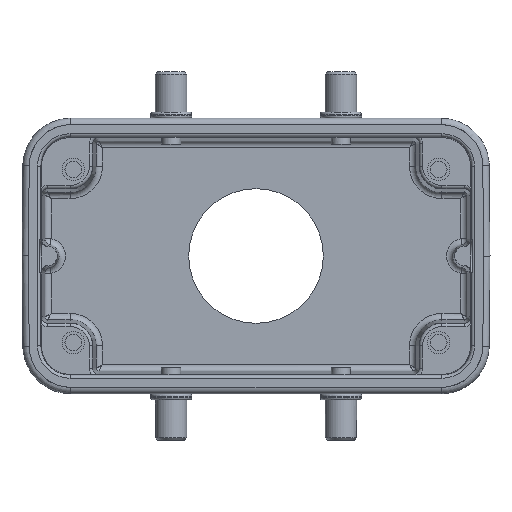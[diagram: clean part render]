
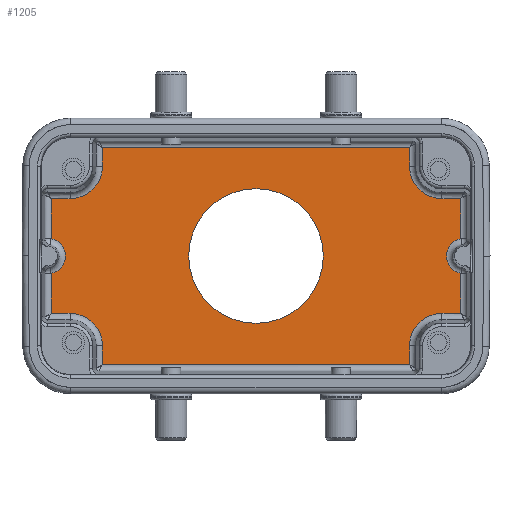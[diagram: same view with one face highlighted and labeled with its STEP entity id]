
A CAD part, front view. The second image highlights one B-rep face of the part: STEP entity #1205.
In plain terms, the highlighted planar face has unit normal (0, -1, 0).
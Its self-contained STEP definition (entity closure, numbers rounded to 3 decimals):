
#221=CIRCLE('',#7810,10.5);
#241=CIRCLE('',#7849,5.053);
#298=CIRCLE('',#7949,2.772);
#303=CIRCLE('',#7965,5.053);
#308=CIRCLE('',#7980,5.053);
#316=CIRCLE('',#7995,2.772);
#321=CIRCLE('',#8007,5.053);
#1205=ADVANCED_FACE('',(#1832,#1833),#1543,.T.);
#1543=PLANE('',#8008);
#1832=FACE_BOUND('',#2325,.T.);
#1833=FACE_BOUND('',#2326,.T.);
#2325=EDGE_LOOP('',(#4111));
#2326=EDGE_LOOP('',(#4112,#4113,#4114,#4115,#4116,#4117,#4118,#4119,#4120,
#4121,#4122,#4123,#4124,#4125,#4126,#4127,#4128,#4129,#4130,#4131));
#4111=ORIENTED_EDGE('',*,*,#5839,.T.);
#4112=ORIENTED_EDGE('',*,*,#6058,.T.);
#4113=ORIENTED_EDGE('',*,*,#6049,.F.);
#4114=ORIENTED_EDGE('',*,*,#6043,.F.);
#4115=ORIENTED_EDGE('',*,*,#6041,.T.);
#4116=ORIENTED_EDGE('',*,*,#6036,.F.);
#4117=ORIENTED_EDGE('',*,*,#6029,.F.);
#4118=ORIENTED_EDGE('',*,*,#6021,.F.);
#4119=ORIENTED_EDGE('',*,*,#6019,.T.);
#4120=ORIENTED_EDGE('',*,*,#6014,.F.);
#4121=ORIENTED_EDGE('',*,*,#6001,.F.);
#4122=ORIENTED_EDGE('',*,*,#5998,.T.);
#4123=ORIENTED_EDGE('',*,*,#6070,.F.);
#4124=ORIENTED_EDGE('',*,*,#6071,.F.);
#4125=ORIENTED_EDGE('',*,*,#6072,.T.);
#4126=ORIENTED_EDGE('',*,*,#6073,.F.);
#4127=ORIENTED_EDGE('',*,*,#5896,.F.);
#4128=ORIENTED_EDGE('',*,*,#5890,.F.);
#4129=ORIENTED_EDGE('',*,*,#5888,.T.);
#4130=ORIENTED_EDGE('',*,*,#5882,.F.);
#4131=ORIENTED_EDGE('',*,*,#6069,.F.);
#4978=VERTEX_POINT('',#12625);
#5013=VERTEX_POINT('',#12769);
#5014=VERTEX_POINT('',#12771);
#5016=VERTEX_POINT('',#12797);
#5017=VERTEX_POINT('',#12801);
#5019=VERTEX_POINT('',#12956);
#5078=VERTEX_POINT('',#13362);
#5079=VERTEX_POINT('',#13366);
#5082=VERTEX_POINT('',#13374);
#5087=VERTEX_POINT('',#13568);
#5089=VERTEX_POINT('',#13593);
#5090=VERTEX_POINT('',#13597);
#5094=VERTEX_POINT('',#13758);
#5097=VERTEX_POINT('',#13916);
#5099=VERTEX_POINT('',#13941);
#5100=VERTEX_POINT('',#13945);
#5102=VERTEX_POINT('',#14100);
#5107=VERTEX_POINT('',#14162);
#5111=VERTEX_POINT('',#14348);
#5112=VERTEX_POINT('',#14350);
#5113=VERTEX_POINT('',#14352);
#5839=EDGE_CURVE('',#4978,#4978,#221,.T.);
#5882=EDGE_CURVE('',#5013,#5014,#6743,.T.);
#5888=EDGE_CURVE('',#5016,#5014,#241,.T.);
#5890=EDGE_CURVE('',#5016,#5017,#6747,.T.);
#5896=EDGE_CURVE('',#5017,#5019,#6750,.T.);
#5998=EDGE_CURVE('',#5079,#5078,#298,.T.);
#6001=EDGE_CURVE('',#5079,#5082,#6789,.T.);
#6014=EDGE_CURVE('',#5082,#5087,#6795,.T.);
#6019=EDGE_CURVE('',#5089,#5087,#303,.T.);
#6021=EDGE_CURVE('',#5089,#5090,#6798,.T.);
#6029=EDGE_CURVE('',#5090,#5094,#6803,.T.);
#6036=EDGE_CURVE('',#5094,#5097,#6807,.T.);
#6041=EDGE_CURVE('',#5099,#5097,#308,.T.);
#6043=EDGE_CURVE('',#5099,#5100,#6810,.T.);
#6049=EDGE_CURVE('',#5100,#5102,#6813,.T.);
#6058=EDGE_CURVE('',#5107,#5102,#316,.T.);
#6069=EDGE_CURVE('',#5107,#5013,#6817,.T.);
#6070=EDGE_CURVE('',#5111,#5078,#6818,.T.);
#6071=EDGE_CURVE('',#5112,#5111,#6819,.T.);
#6072=EDGE_CURVE('',#5112,#5113,#321,.T.);
#6073=EDGE_CURVE('',#5019,#5113,#6820,.T.);
#6743=LINE('',#12770,#7399);
#6747=LINE('',#12800,#7403);
#6750=LINE('',#12955,#7406);
#6789=LINE('',#13373,#7445);
#6795=LINE('',#13567,#7451);
#6798=LINE('',#13596,#7454);
#6803=LINE('',#13757,#7459);
#6807=LINE('',#13915,#7463);
#6810=LINE('',#13944,#7466);
#6813=LINE('',#14099,#7469);
#6817=LINE('',#14345,#7473);
#6818=LINE('',#14347,#7474);
#6819=LINE('',#14349,#7475);
#6820=LINE('',#14353,#7476);
#7399=VECTOR('',#9410,1.);
#7403=VECTOR('',#9428,1.);
#7406=VECTOR('',#9439,1.);
#7445=VECTOR('',#9670,1.);
#7451=VECTOR('',#9694,1.);
#7454=VECTOR('',#9711,1.);
#7459=VECTOR('',#9724,1.);
#7463=VECTOR('',#9736,1.);
#7466=VECTOR('',#9753,1.);
#7469=VECTOR('',#9764,1.);
#7473=VECTOR('',#9806,1.);
#7474=VECTOR('',#9809,1.);
#7475=VECTOR('',#9810,1.);
#7476=VECTOR('',#9813,1.);
#7810=AXIS2_PLACEMENT_3D('',#12624,#9324,#9325);
#7849=AXIS2_PLACEMENT_3D('',#12796,#9422,#9423);
#7949=AXIS2_PLACEMENT_3D('',#13367,#9663,#9664);
#7965=AXIS2_PLACEMENT_3D('',#13592,#9705,#9706);
#7980=AXIS2_PLACEMENT_3D('',#13940,#9747,#9748);
#7995=AXIS2_PLACEMENT_3D('',#14161,#9781,#9782);
#8007=AXIS2_PLACEMENT_3D('',#14351,#9811,#9812);
#8008=AXIS2_PLACEMENT_3D('',#14354,#9814,#9815);
#9324=DIRECTION('',(0.,1.,0.));
#9325=DIRECTION('',(0.,0.,-1.));
#9410=DIRECTION('',(-1.,0.,0.));
#9422=DIRECTION('',(0.,1.,0.));
#9423=DIRECTION('',(0.,0.,-1.));
#9428=DIRECTION('',(0.,0.,-1.));
#9439=DIRECTION('',(-1.,0.,0.));
#9663=DIRECTION('',(0.,1.,0.));
#9664=DIRECTION('',(0.,0.,-1.));
#9670=DIRECTION('',(0.,0.,1.));
#9694=DIRECTION('',(1.,0.,0.));
#9705=DIRECTION('',(0.,1.,0.));
#9706=DIRECTION('',(0.,0.,-1.));
#9711=DIRECTION('',(0.,0.,1.));
#9724=DIRECTION('',(1.,0.,0.));
#9736=DIRECTION('',(0.,0.,-1.));
#9747=DIRECTION('',(0.,1.,0.));
#9748=DIRECTION('',(0.,0.,-1.));
#9753=DIRECTION('',(1.,0.,0.));
#9764=DIRECTION('',(0.,0.,-1.));
#9781=DIRECTION('',(0.,1.,0.));
#9782=DIRECTION('',(0.,0.,-1.));
#9806=DIRECTION('',(0.,0.,-1.));
#9809=DIRECTION('',(0.,0.,1.));
#9810=DIRECTION('',(-1.,0.,0.));
#9811=DIRECTION('',(0.,1.,0.));
#9812=DIRECTION('',(0.,0.,-1.));
#9813=DIRECTION('',(0.,0.,1.));
#9814=DIRECTION('',(0.,-1.,0.));
#9815=DIRECTION('',(0.,0.,-1.));
#12624=CARTESIAN_POINT('',(0.,19.35,0.));
#12625=CARTESIAN_POINT('',(0.,19.35,-10.5));
#12769=CARTESIAN_POINT('',(31.947,19.35,-8.947));
#12770=CARTESIAN_POINT('',(29.,19.35,-8.947));
#12771=CARTESIAN_POINT('',(29.,19.35,-8.947));
#12796=CARTESIAN_POINT('',(29.,19.35,-14.));
#12797=CARTESIAN_POINT('',(23.947,19.35,-14.));
#12800=CARTESIAN_POINT('',(23.947,19.35,-21.5));
#12801=CARTESIAN_POINT('',(23.947,19.35,-16.947));
#12955=CARTESIAN_POINT('',(-29.,19.35,-16.947));
#12956=CARTESIAN_POINT('',(-23.947,19.35,-16.947));
#13362=CARTESIAN_POINT('',(-31.947,19.35,-2.717));
#13366=CARTESIAN_POINT('',(-31.947,19.35,2.717));
#13367=CARTESIAN_POINT('',(-32.5,19.35,0.));
#13373=CARTESIAN_POINT('',(-31.947,19.35,14.));
#13374=CARTESIAN_POINT('',(-31.947,19.35,8.947));
#13567=CARTESIAN_POINT('',(32.5,19.35,8.947));
#13568=CARTESIAN_POINT('',(-29.,19.35,8.947));
#13592=CARTESIAN_POINT('',(-29.,19.35,14.));
#13593=CARTESIAN_POINT('',(-23.947,19.35,14.));
#13596=CARTESIAN_POINT('',(-23.947,19.35,-21.5));
#13597=CARTESIAN_POINT('',(-23.947,19.35,16.947));
#13757=CARTESIAN_POINT('',(29.,19.35,16.947));
#13758=CARTESIAN_POINT('',(23.947,19.35,16.947));
#13915=CARTESIAN_POINT('',(23.947,19.35,14.));
#13916=CARTESIAN_POINT('',(23.947,19.35,14.));
#13940=CARTESIAN_POINT('',(29.,19.35,14.));
#13941=CARTESIAN_POINT('',(29.,19.35,8.947));
#13944=CARTESIAN_POINT('',(0.,19.35,8.947));
#13945=CARTESIAN_POINT('',(31.947,19.35,8.947));
#14099=CARTESIAN_POINT('',(31.947,19.35,-21.5));
#14100=CARTESIAN_POINT('',(31.947,19.35,2.717));
#14161=CARTESIAN_POINT('',(32.5,19.35,0.));
#14162=CARTESIAN_POINT('',(31.947,19.35,-2.717));
#14345=CARTESIAN_POINT('',(31.947,19.35,-14.));
#14347=CARTESIAN_POINT('',(-31.947,19.35,-21.5));
#14348=CARTESIAN_POINT('',(-31.947,19.35,-8.947));
#14349=CARTESIAN_POINT('',(0.,19.35,-8.947));
#14350=CARTESIAN_POINT('',(-29.,19.35,-8.947));
#14351=CARTESIAN_POINT('',(-29.,19.35,-14.));
#14352=CARTESIAN_POINT('',(-23.947,19.35,-14.));
#14353=CARTESIAN_POINT('',(-23.947,19.35,-14.));
#14354=CARTESIAN_POINT('',(0.,19.35,-21.5));
